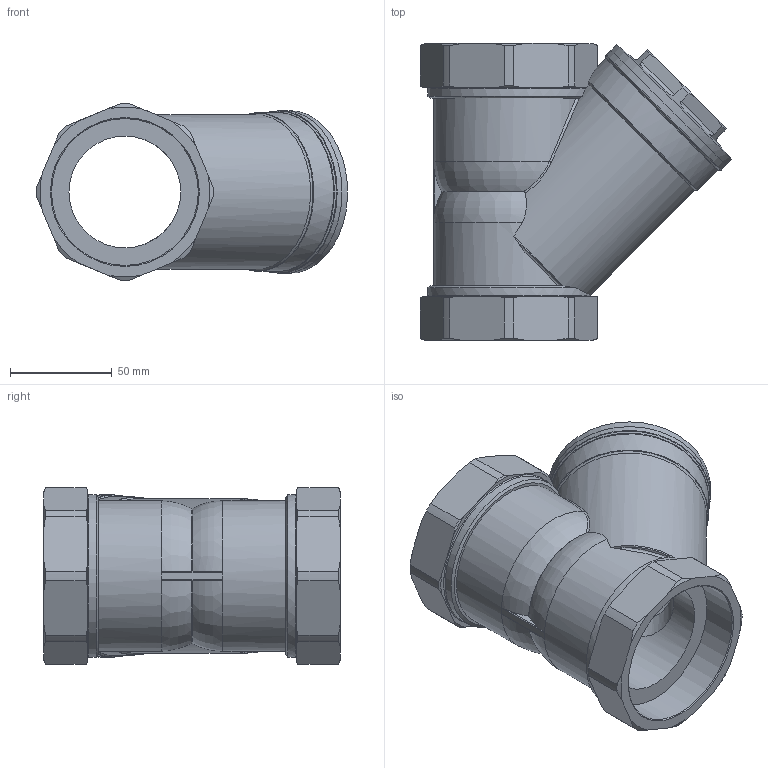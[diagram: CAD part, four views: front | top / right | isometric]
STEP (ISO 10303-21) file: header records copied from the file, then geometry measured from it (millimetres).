
FILE_DESCRIPTION(/* description */ ('Unknown'),/* implementation_level */ '2;1');
FILE_NAME(/* name */ '1050-10_(2.610.065)',/* time_stamp */ '2020-07-29T11:52:18+02:00',/* author */ ('Unknown'),/* organization */ ('Unknown'),/* preprocessor_version */ 'ST-DEVELOPER v16.7',/* originating_system */ 'Solid Edge',/* authorisation */ 'Unknown');
FILE_SCHEMA (('AUTOMOTIVE_DESIGN {1 0 10303 214 3 1 1}'));
Length unit declared in the file: millimetre
Products named in the file (3): 1050-10_(2.610.065); 2.610.065-Körper; 2.610.065-Deckel
Assembly tree (2 placements, depth 2):
  1050-10_(2.610.065)
    2.610.065-Körper
    2.610.065-Deckel
Bounding box: 153.03 x 146 x 86.99 mm (x, y, z)
Volume: 403226.4 mm3; surface area: 112690.7 mm2
Topology: 2 solids, 2 shells, 161 faces, 438 edges, 289 vertices
Faces by surface type: plane 48, cone 47, cylinder 43, bspline 12, torus 11
Full cylindrical faces by diameter (mm): 33 x1, 42 x1, 51 x1, 55 x1, 62.376 x2, 64 x1, 70 x1, 72.226 x2, 78 x1, 80 x3
Entity records: 6562 total; most frequent: CARTESIAN_POINT 1679, ORIENTED_EDGE 802, DIRECTION 712, EDGE_CURVE 401, AXIS2_PLACEMENT_3D 311, VERTEX_POINT 275, EDGE_LOOP 196, FACE_BOUND 196
